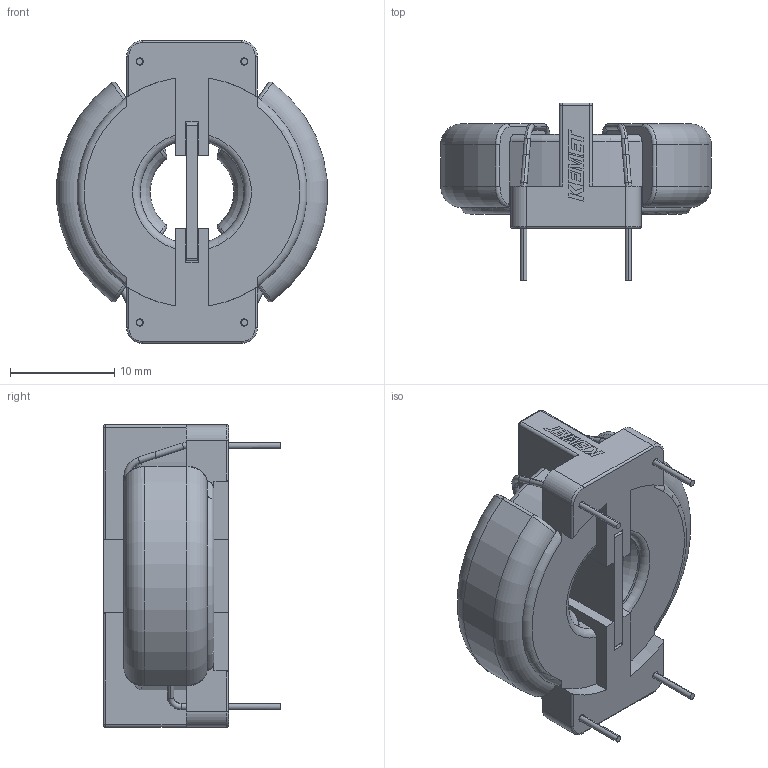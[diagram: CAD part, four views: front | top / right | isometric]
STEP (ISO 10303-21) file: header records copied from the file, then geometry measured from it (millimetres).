
FILE_DESCRIPTION (( 'STEP AP214' ), '1' );
FILE_NAME ('SC-03-08JS.STEP', '2019-02-04T00:43:08', ( '' ), ( '' ), 'SwSTEP 2.0', 'SolidWorks 2018', '' );
FILE_SCHEMA (( 'AUTOMOTIVE_DESIGN' ));
Length unit declared in the file: millimetre
Products named in the file (1): SC-03-08JS
Bounding box: 25.91 x 17 x 29 mm (x, y, z)
Volume: 4146.3 mm3; surface area: 3362.1 mm2
Topology: 1 solids, 5 shells, 341 faces, 932 edges, 604 vertices
Faces by surface type: plane 142, cylinder 127, torus 56, bspline 16
Entity records: 15517 total; most frequent: CARTESIAN_POINT 3004, ORIENTED_EDGE 1864, DIRECTION 1846, EDGE_CURVE 932, AXIS2_PLACEMENT_3D 674, VERTEX_POINT 604, LINE 498, VECTOR 498
